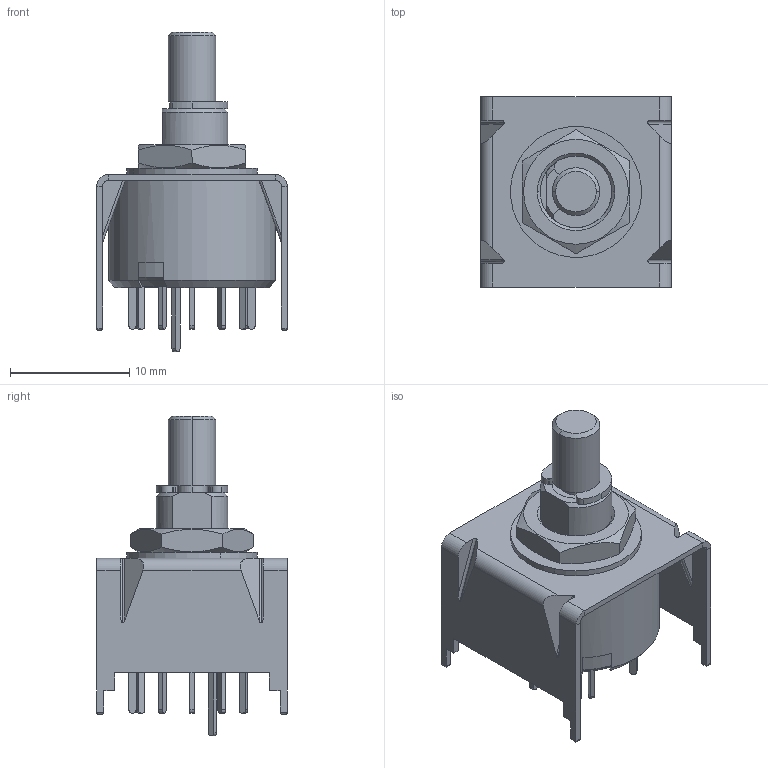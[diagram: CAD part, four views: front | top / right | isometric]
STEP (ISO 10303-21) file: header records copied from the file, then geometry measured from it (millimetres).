
FILE_DESCRIPTION (( 'STEP AP203' ), '1' );
FILE_NAME ('11ﾏ1ﾍ 12-0.STEP', '2020-02-18T02:14:47', ( '' ), ( '' ), 'SwSTEP 2.0', 'SolidWorks 2017', '' );
FILE_SCHEMA (( 'CONFIG_CONTROL_DESIGN' ));
Length unit declared in the file: millimetre
Products named in the file (26): ﾔﾈﾌﾄ.745328.001 ﾊ煇鳫; ÌÏÍ3 10Ï âûâîä-oa7; 11ﾏ1ﾍ 12-0; ÔÈÌÄ-Ý.18.27 Óçåë ôèêñàöèè; ÌÏÍ3 10Ï îñíîâàíèå; 匀棠.754175.002 暑朦鲱 箫腩蝽栩咫铄; ÌÏÍ3 Êîíòàêò íà 180; Ãàéêà Ì6; 扻錪犩 諘瀁謺鍷; ÌÏÍ3 ðîòîð 4Í; ﾔﾈﾌﾄ-ﾝ.18.34 ﾂ琿_12; �����_11�1�; 扻豵鵨; ÌÏÍ3 Ïðóæèíêà Ô ïðÿìàÿ; Øàéáà êîíòð. Ì6; ÔÈÌÄ.758491.005 Øàéáà-ïðîêëàäêà
Assembly tree (24 placements, depth 3):
  11ﾏ1ﾍ 12-0
    ÔÈÌÄ-Ý.18.27 Óçåë ôèêñàöèè
      扻豵鵨
      扻錪犩 諘瀁謺鍷
      匀棠.754175.002 暑朦鲱 箫腩蝽栩咫铄  x2
    �����_11�1�
      ÌÏÍ3 Êîíòàêò íà 180
      ÌÏÍ3 10Ï âûâîä-oa7
      ÌÏÍ3 10Ï îñíîâàíèå
      ÌÏÍ3 10Ï âûâîä-oa7
      ÌÏÍ3 10Ï âûâîä-oa7
      ÌÏÍ3 10Ï âûâîä-oa7
      ÌÏÍ3 10Ï âûâîä-oa7
      ÌÏÍ3 10Ï âûâîä-oa7
      ÌÏÍ3 10Ï âûâîä-oa7
      ÌÏÍ3 10Ï âûâîä-oa7
      ÌÏÍ3 10Ï âûâîä-oa7
      ÌÏÍ3 10Ï âûâîä-oa7
      ÌÏÍ3 10Ï âûâîä-oa7
    ﾔﾈﾌﾄ-ﾝ.18.34 ﾂ琿_12
    ﾔﾈﾌﾄ.745328.001 ﾊ煇鳫
    ÔÈÌÄ.758491.005 Øàéáà-ïðîêëàäêà
    Øàéáà êîíòð. Ì6
    Ãàéêà Ì6
  ÌÏÍ3 ðîòîð 4Í
  ÌÏÍ3 Ïðóæèíêà Ô ïðÿìàÿ
Bounding box: 16 x 16 x 26.85 mm (x, y, z)
Volume: 1129.6 mm3; surface area: 3773.5 mm2
Topology: 22 solids, 22 shells, 468 faces, 1120 edges, 716 vertices
Faces by surface type: plane 256, cylinder 135, bspline 50, cone 27
Entity records: 17069 total; most frequent: CARTESIAN_POINT 3839, ORIENTED_EDGE 2224, DIRECTION 2067, EDGE_CURVE 1112, VECTOR 715, LINE 715, VERTEX_POINT 712, AXIS2_PLACEMENT_3D 676
